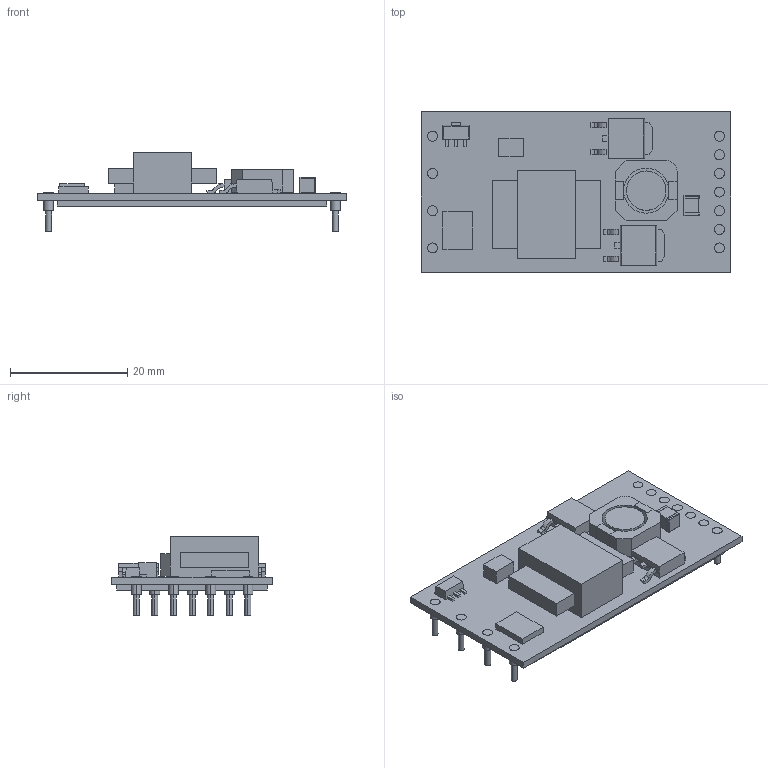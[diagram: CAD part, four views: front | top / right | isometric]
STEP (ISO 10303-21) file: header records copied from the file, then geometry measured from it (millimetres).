
FILE_DESCRIPTION((''),'2;1');
FILE_NAME('TEXAS_ERW (R-PDSS-T11).stp','2013-03-11T12:12:46',(''),(''),'Mechanical Desktop 2011','Mechanical Desktop 2011',', , ');
FILE_SCHEMA(('AUTOMOTIVE_DESIGN { 1 2 10303 214 1 1 1 1 }'));
Length unit declared in the file: millimetre
Products named in the file (1): Product
Bounding box: 52.7 x 27.3 x 13.53 mm (x, y, z)
Volume: 5280.5 mm3; surface area: 8506.2 mm2
Topology: 49 solids, 49 shells, 342 faces, 710 edges, 462 vertices
Faces by surface type: plane 214, cylinder 87, bspline 31, sphere 10
Entity records: 9030 total; most frequent: CARTESIAN_POINT 1606, DIRECTION 1514, ORIENTED_EDGE 1416, EDGE_CURVE 708, VECTOR 526, LINE 526, AXIS2_PLACEMENT_3D 494, VERTEX_POINT 462
